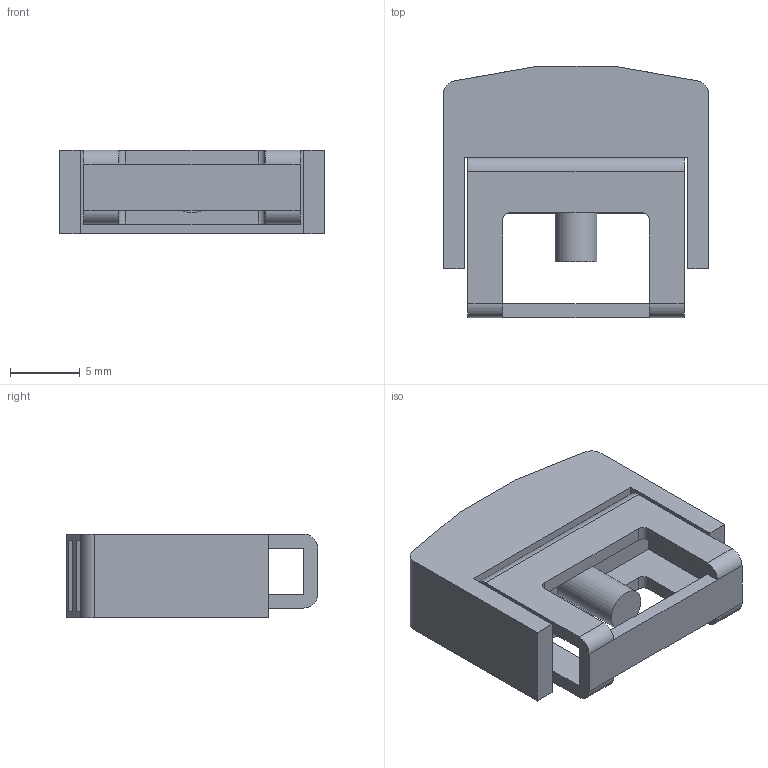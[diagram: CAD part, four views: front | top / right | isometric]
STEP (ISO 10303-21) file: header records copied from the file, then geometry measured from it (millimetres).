
FILE_DESCRIPTION(/* description */ (''),/* implementation_level */ '2;1');
FILE_NAME(/* name */ '2483-5_zb4_iso.stp',/* time_stamp */ '2021-02-05T11:59:06+01:00',/* author */ (''),/* organization */ (''),/* preprocessor_version */ 'ST-DEVELOPER v16.7',/* originating_system */ 'SIEMENS PLM Software NX 12.0',/* authorisation */ '');
FILE_SCHEMA (('AUTOMOTIVE_DESIGN { 1 0 10303 214 3 1 1 1 }'));
Length unit declared in the file: millimetre
Products named in the file (1): Eick2F5CDAF91u96
Bounding box: 19 x 18 x 6 mm (x, y, z)
Volume: 1100.7 mm3; surface area: 1659 mm2
Topology: 1 solids, 5 shells, 98 faces, 251 edges, 164 vertices
Faces by surface type: plane 74, cylinder 22, torus 2
Full cylindrical faces by diameter (mm): 3 x2, 4.2 x2, 5 x1, 5.2 x1
Entity records: 3341 total; most frequent: CARTESIAN_POINT 533, DIRECTION 481, ORIENTED_EDGE 474, EDGE_CURVE 237, LINE 185, VECTOR 185, VERTEX_POINT 158, AXIS2_PLACEMENT_3D 148
